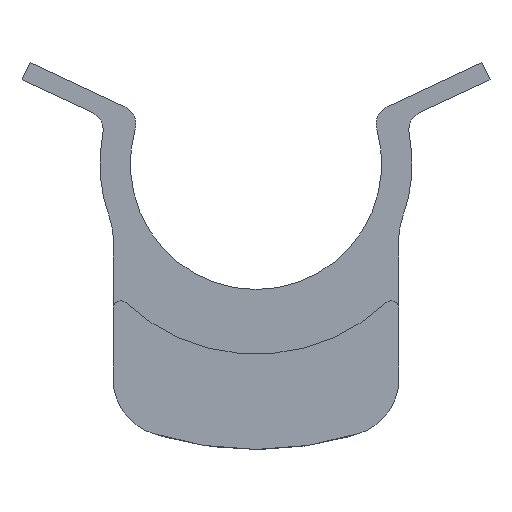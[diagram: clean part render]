
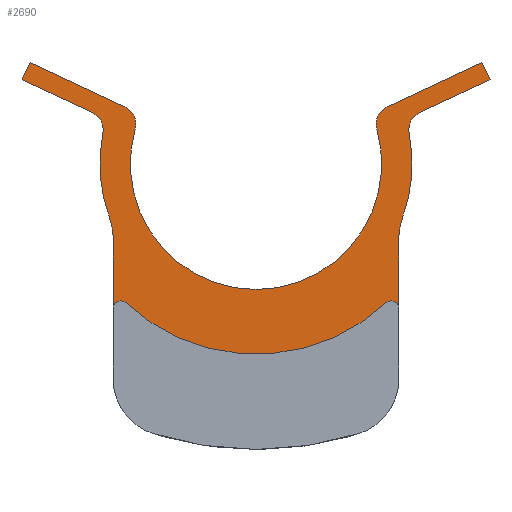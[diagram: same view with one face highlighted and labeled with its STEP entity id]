
A CAD part, front view. The second image highlights one B-rep face of the part: STEP entity #2690.
In plain terms, the highlighted planar face has unit normal (0, -1, 0).
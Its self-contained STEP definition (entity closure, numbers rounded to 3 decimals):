
#73=FACE_BOUND('',#494,.T.);
#74=FACE_BOUND('',#495,.T.);
#172=CIRCLE('',#2855,90.);
#176=CIRCLE('',#2863,5.);
#177=CIRCLE('',#2865,33.);
#178=CIRCLE('',#2866,5.);
#179=CIRCLE('',#2867,5.);
#180=CIRCLE('',#2868,41.);
#181=CIRCLE('',#2869,15.);
#182=CIRCLE('',#2870,15.);
#183=CIRCLE('',#2871,15.);
#184=CIRCLE('',#2872,15.);
#185=CIRCLE('',#2873,41.);
#186=CIRCLE('',#2874,5.);
#187=CIRCLE('',#2875,4.05);
#188=CIRCLE('',#2876,4.05);
#329=FACE_OUTER_BOUND('',#493,.T.);
#493=EDGE_LOOP('',(#2355,#2356,#2357,#2358,#2359,#2360,#2361,#2362,#2363,
#2364,#2365,#2366,#2367,#2368,#2369,#2370,#2371,#2372,#2373,#2374));
#494=EDGE_LOOP('',(#2375));
#495=EDGE_LOOP('',(#2376));
#698=LINE('',#5059,#901);
#699=LINE('',#5061,#902);
#700=LINE('',#5063,#903);
#701=LINE('',#5071,#904);
#702=LINE('',#5076,#905);
#703=LINE('',#5084,#906);
#704=LINE('',#5086,#907);
#705=LINE('',#5087,#908);
#901=VECTOR('',#3347,10.);
#902=VECTOR('',#3348,10.);
#903=VECTOR('',#3349,10.);
#904=VECTOR('',#3356,10.);
#905=VECTOR('',#3361,10.);
#906=VECTOR('',#3368,10.);
#907=VECTOR('',#3369,10.);
#908=VECTOR('',#3370,10.);
#1261=VERTEX_POINT('',#5028);
#1262=VERTEX_POINT('',#5030);
#1268=VERTEX_POINT('',#5048);
#1269=VERTEX_POINT('',#5050);
#1270=VERTEX_POINT('',#5054);
#1271=VERTEX_POINT('',#5056);
#1272=VERTEX_POINT('',#5058);
#1273=VERTEX_POINT('',#5060);
#1274=VERTEX_POINT('',#5062);
#1275=VERTEX_POINT('',#5064);
#1276=VERTEX_POINT('',#5066);
#1277=VERTEX_POINT('',#5068);
#1278=VERTEX_POINT('',#5070);
#1279=VERTEX_POINT('',#5073);
#1280=VERTEX_POINT('',#5075);
#1281=VERTEX_POINT('',#5077);
#1282=VERTEX_POINT('',#5079);
#1283=VERTEX_POINT('',#5081);
#1284=VERTEX_POINT('',#5083);
#1285=VERTEX_POINT('',#5085);
#1286=VERTEX_POINT('',#5088);
#1287=VERTEX_POINT('',#5090);
#1631=EDGE_CURVE('',#1261,#1262,#172,.T.);
#1640=EDGE_CURVE('',#1268,#1269,#176,.T.);
#1642=EDGE_CURVE('',#1268,#1270,#177,.T.);
#1643=EDGE_CURVE('',#1271,#1270,#178,.T.);
#1644=EDGE_CURVE('',#1271,#1272,#698,.T.);
#1645=EDGE_CURVE('',#1272,#1273,#699,.T.);
#1646=EDGE_CURVE('',#1273,#1274,#700,.T.);
#1647=EDGE_CURVE('',#1275,#1274,#179,.T.);
#1648=EDGE_CURVE('',#1275,#1276,#180,.T.);
#1649=EDGE_CURVE('',#1277,#1276,#181,.T.);
#1650=EDGE_CURVE('',#1277,#1278,#701,.T.);
#1651=EDGE_CURVE('',#1262,#1278,#182,.T.);
#1652=EDGE_CURVE('',#1279,#1261,#183,.T.);
#1653=EDGE_CURVE('',#1280,#1279,#702,.T.);
#1654=EDGE_CURVE('',#1281,#1280,#184,.T.);
#1655=EDGE_CURVE('',#1282,#1281,#185,.T.);
#1656=EDGE_CURVE('',#1283,#1282,#186,.T.);
#1657=EDGE_CURVE('',#1284,#1283,#703,.T.);
#1658=EDGE_CURVE('',#1285,#1284,#704,.T.);
#1659=EDGE_CURVE('',#1269,#1285,#705,.T.);
#1660=EDGE_CURVE('',#1286,#1286,#187,.T.);
#1661=EDGE_CURVE('',#1287,#1287,#188,.T.);
#2355=ORIENTED_EDGE('',*,*,#1640,.F.);
#2356=ORIENTED_EDGE('',*,*,#1642,.T.);
#2357=ORIENTED_EDGE('',*,*,#1643,.F.);
#2358=ORIENTED_EDGE('',*,*,#1644,.T.);
#2359=ORIENTED_EDGE('',*,*,#1645,.T.);
#2360=ORIENTED_EDGE('',*,*,#1646,.T.);
#2361=ORIENTED_EDGE('',*,*,#1647,.F.);
#2362=ORIENTED_EDGE('',*,*,#1648,.T.);
#2363=ORIENTED_EDGE('',*,*,#1649,.F.);
#2364=ORIENTED_EDGE('',*,*,#1650,.T.);
#2365=ORIENTED_EDGE('',*,*,#1651,.F.);
#2366=ORIENTED_EDGE('',*,*,#1631,.F.);
#2367=ORIENTED_EDGE('',*,*,#1652,.F.);
#2368=ORIENTED_EDGE('',*,*,#1653,.F.);
#2369=ORIENTED_EDGE('',*,*,#1654,.F.);
#2370=ORIENTED_EDGE('',*,*,#1655,.F.);
#2371=ORIENTED_EDGE('',*,*,#1656,.F.);
#2372=ORIENTED_EDGE('',*,*,#1657,.F.);
#2373=ORIENTED_EDGE('',*,*,#1658,.F.);
#2374=ORIENTED_EDGE('',*,*,#1659,.F.);
#2375=ORIENTED_EDGE('',*,*,#1660,.T.);
#2376=ORIENTED_EDGE('',*,*,#1661,.T.);
#2556=PLANE('',#2864);
#2690=ADVANCED_FACE('',(#329,#73,#74),#2556,.F.);
#2855=AXIS2_PLACEMENT_3D('',#5031,#3317,#3318);
#2863=AXIS2_PLACEMENT_3D('',#5051,#3338,#3339);
#2864=AXIS2_PLACEMENT_3D('',#5053,#3341,#3342);
#2865=AXIS2_PLACEMENT_3D('',#5055,#3343,#3344);
#2866=AXIS2_PLACEMENT_3D('',#5057,#3345,#3346);
#2867=AXIS2_PLACEMENT_3D('',#5065,#3350,#3351);
#2868=AXIS2_PLACEMENT_3D('',#5067,#3352,#3353);
#2869=AXIS2_PLACEMENT_3D('',#5069,#3354,#3355);
#2870=AXIS2_PLACEMENT_3D('',#5072,#3357,#3358);
#2871=AXIS2_PLACEMENT_3D('',#5074,#3359,#3360);
#2872=AXIS2_PLACEMENT_3D('',#5078,#3362,#3363);
#2873=AXIS2_PLACEMENT_3D('',#5080,#3364,#3365);
#2874=AXIS2_PLACEMENT_3D('',#5082,#3366,#3367);
#2875=AXIS2_PLACEMENT_3D('',#5089,#3371,#3372);
#2876=AXIS2_PLACEMENT_3D('',#5091,#3373,#3374);
#3317=DIRECTION('center_axis',(0.,1.,0.));
#3318=DIRECTION('ref_axis',(0.417,0.,-0.909));
#3338=DIRECTION('center_axis',(0.,1.,0.));
#3339=DIRECTION('ref_axis',(-0.91,0.,0.415));
#3341=DIRECTION('center_axis',(0.,1.,0.));
#3342=DIRECTION('ref_axis',(0.,0.,1.));
#3343=DIRECTION('center_axis',(0.,1.,0.));
#3344=DIRECTION('ref_axis',(0.919,0.,-0.395));
#3345=DIRECTION('center_axis',(0.,1.,0.));
#3346=DIRECTION('ref_axis',(0.91,0.,0.415));
#3347=DIRECTION('',(-0.906,0.,0.423));
#3348=DIRECTION('',(-0.423,0.,-0.906));
#3349=DIRECTION('',(0.906,0.,-0.423));
#3350=DIRECTION('center_axis',(0.,-1.,0.));
#3351=DIRECTION('ref_axis',(0.892,0.,0.453));
#3352=DIRECTION('center_axis',(0.,-1.,0.));
#3353=DIRECTION('ref_axis',(-0.958,0.,0.285));
#3354=DIRECTION('center_axis',(0.,-1.,0.));
#3355=DIRECTION('ref_axis',(0.984,0.,0.177));
#3356=DIRECTION('',(0.,0.,-1.));
#3357=DIRECTION('center_axis',(0.,1.,0.));
#3358=DIRECTION('ref_axis',(-0.806,0.,-0.592));
#3359=DIRECTION('center_axis',(0.,1.,0.));
#3360=DIRECTION('ref_axis',(0.806,0.,-0.592));
#3361=DIRECTION('',(0.,0.,-1.));
#3362=DIRECTION('center_axis',(0.,-1.,0.));
#3363=DIRECTION('ref_axis',(-0.984,0.,0.177));
#3364=DIRECTION('center_axis',(0.,1.,0.));
#3365=DIRECTION('ref_axis',(0.958,0.,0.285));
#3366=DIRECTION('center_axis',(0.,-1.,0.));
#3367=DIRECTION('ref_axis',(-0.892,0.,0.453));
#3368=DIRECTION('',(-0.906,0.,-0.423));
#3369=DIRECTION('',(0.423,0.,-0.906));
#3370=DIRECTION('',(0.906,0.,0.423));
#3371=DIRECTION('center_axis',(0.,1.,0.));
#3372=DIRECTION('ref_axis',(1.,0.,0.));
#3373=DIRECTION('center_axis',(0.,1.,0.));
#3374=DIRECTION('ref_axis',(1.,0.,0.));
#5028=CARTESIAN_POINT('',(27.,0.,-70.855));
#5030=CARTESIAN_POINT('',(-27.,0.,-70.855));
#5031=CARTESIAN_POINT('Origin',(0.,0.,15.));
#5048=CARTESIAN_POINT('',(31.735,0.,9.049));
#5050=CARTESIAN_POINT('',(34.43,0.,14.952));
#5051=CARTESIAN_POINT('Origin',(36.543,0.,10.42));
#5053=CARTESIAN_POINT('Origin',(30.723,0.,-24.218));
#5054=CARTESIAN_POINT('',(-31.735,0.,9.049));
#5055=CARTESIAN_POINT('Origin',(0.,0.,0.));
#5056=CARTESIAN_POINT('',(-34.43,0.,14.952));
#5057=CARTESIAN_POINT('Origin',(-36.543,0.,10.42));
#5058=CARTESIAN_POINT('',(-59.333,0.,26.564));
#5059=CARTESIAN_POINT('',(-30.317,0.,13.034));
#5060=CARTESIAN_POINT('',(-61.446,0.,22.032));
#5061=CARTESIAN_POINT('',(-59.333,0.,26.564));
#5062=CARTESIAN_POINT('',(-43.016,0.,13.439));
#5063=CARTESIAN_POINT('',(-61.446,0.,22.032));
#5064=CARTESIAN_POINT('',(-40.224,0.,7.939));
#5065=CARTESIAN_POINT('Origin',(-45.129,0.,8.907));
#5066=CARTESIAN_POINT('',(-38.438,0.,-14.267));
#5067=CARTESIAN_POINT('Origin',(0.,0.,0.));
#5068=CARTESIAN_POINT('',(-37.5,0.,-19.487));
#5069=CARTESIAN_POINT('Origin',(-52.5,0.,-19.487));
#5070=CARTESIAN_POINT('',(-37.5,0.,-56.545));
#5071=CARTESIAN_POINT('',(-37.5,0.,-16.576));
#5072=CARTESIAN_POINT('Origin',(-22.5,0.,-56.545));
#5073=CARTESIAN_POINT('',(37.5,0.,-56.545));
#5074=CARTESIAN_POINT('Origin',(22.5,0.,-56.545));
#5075=CARTESIAN_POINT('',(37.5,0.,-19.487));
#5076=CARTESIAN_POINT('',(37.5,0.,-16.576));
#5077=CARTESIAN_POINT('',(38.438,0.,-14.267));
#5078=CARTESIAN_POINT('Origin',(52.5,0.,-19.487));
#5079=CARTESIAN_POINT('',(40.224,0.,7.939));
#5080=CARTESIAN_POINT('Origin',(0.,0.,0.));
#5081=CARTESIAN_POINT('',(43.016,0.,13.439));
#5082=CARTESIAN_POINT('Origin',(45.129,0.,8.907));
#5083=CARTESIAN_POINT('',(61.446,0.,22.032));
#5084=CARTESIAN_POINT('',(61.446,0.,22.032));
#5085=CARTESIAN_POINT('',(59.333,0.,26.564));
#5086=CARTESIAN_POINT('',(59.333,0.,26.564));
#5087=CARTESIAN_POINT('',(30.317,0.,13.034));
#5088=CARTESIAN_POINT('',(15.95,0.,-65.));
#5089=CARTESIAN_POINT('Origin',(20.,0.,-65.));
#5090=CARTESIAN_POINT('',(-24.05,0.,-65.));
#5091=CARTESIAN_POINT('Origin',(-20.,0.,-65.));
